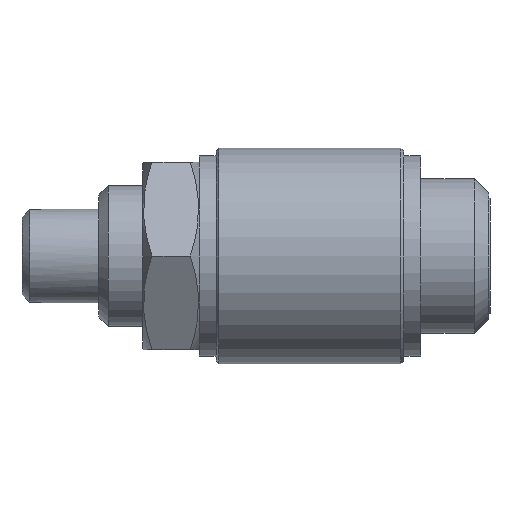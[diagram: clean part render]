
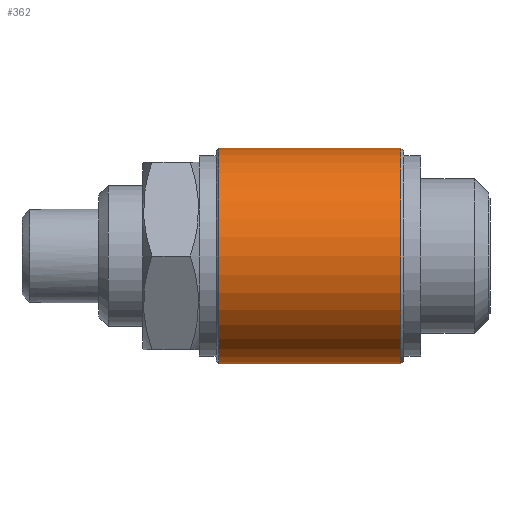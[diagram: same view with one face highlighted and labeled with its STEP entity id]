
A CAD part, left-side view. The second image highlights one B-rep face of the part: STEP entity #362.
In plain terms, the highlighted cylindrical face has radius 11.5 mm (diameter 23 mm), a partial arc.
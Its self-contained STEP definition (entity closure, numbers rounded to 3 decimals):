
#107 = VERTEX_POINT ( 'NONE', #860 ) ;
#113 = VERTEX_POINT ( 'NONE', #852 ) ;
#173 = VERTEX_POINT ( 'NONE', #875 ) ;
#178 = VERTEX_POINT ( 'NONE', #988 ) ;
#312 = EDGE_CURVE ( 'NONE', #113, #173, #1994, .T. ) ;
#315 = EDGE_CURVE ( 'NONE', #178, #107, #2023, .T. ) ;
#359 = ORIENTED_EDGE ( 'NONE', *, *, #360, .F. ) ;
#360 = EDGE_CURVE ( 'NONE', #173, #107, #2010, .T. ) ;
#362 = ADVANCED_FACE ( 'NONE', ( #2019 ), #2016, .T. ) ;
#363 = EDGE_LOOP ( 'NONE', ( #364, #365, #367, #359 ) ) ;
#364 = ORIENTED_EDGE ( 'NONE', *, *, #312, .F. ) ;
#365 = ORIENTED_EDGE ( 'NONE', *, *, #366, .T. ) ;
#366 = EDGE_CURVE ( 'NONE', #113, #178, #2102, .T. ) ;
#367 = ORIENTED_EDGE ( 'NONE', *, *, #315, .T. ) ;
#852 = CARTESIAN_POINT ( 'NONE',  ( 0., 29.2, 11.5 ) ) ;
#860 = CARTESIAN_POINT ( 'NONE',  ( 0., 9.8, -11.5 ) ) ;
#875 = CARTESIAN_POINT ( 'NONE',  ( 0., 9.8, 11.5 ) ) ;
#988 = CARTESIAN_POINT ( 'NONE',  ( 0., 29.2, -11.5 ) ) ;
#1994 = LINE ( 'NONE', #2029, #2065 ) ;
#2006 = DIRECTION ( 'NONE',  ( 0., 0., -1. ) ) ;
#2007 = DIRECTION ( 'NONE',  ( 0., -1., 0. ) ) ;
#2008 = CARTESIAN_POINT ( 'NONE',  ( 0., 9.8, 0. ) ) ;
#2009 = AXIS2_PLACEMENT_3D ( 'NONE', #2008, #2007, #2006 ) ;
#2010 = CIRCLE ( 'NONE', #2009, 11.5 ) ;
#2016 = CYLINDRICAL_SURFACE ( 'NONE', #2018, 11.5 ) ;
#2017 = CARTESIAN_POINT ( 'NONE',  ( 0., 9.619, 0. ) ) ;
#2018 = AXIS2_PLACEMENT_3D ( 'NONE', #2017, #2111, #2103 ) ;
#2019 = FACE_OUTER_BOUND ( 'NONE', #363, .T. ) ;
#2021 = VECTOR ( 'NONE', #2067, 1000. ) ;
#2022 = CARTESIAN_POINT ( 'NONE',  ( 0., 9.619, -11.5 ) ) ;
#2023 = LINE ( 'NONE', #2022, #2021 ) ;
#2029 = CARTESIAN_POINT ( 'NONE',  ( 0., 9.619, 11.5 ) ) ;
#2064 = DIRECTION ( 'NONE',  ( 0., -1., 0. ) ) ;
#2065 = VECTOR ( 'NONE', #2064, 1000. ) ;
#2067 = DIRECTION ( 'NONE',  ( 0., -1., 0. ) ) ;
#2098 = DIRECTION ( 'NONE',  ( 0., 0., -1. ) ) ;
#2099 = DIRECTION ( 'NONE',  ( 0., -1., 0. ) ) ;
#2100 = CARTESIAN_POINT ( 'NONE',  ( 0., 29.2, 0. ) ) ;
#2101 = AXIS2_PLACEMENT_3D ( 'NONE', #2100, #2099, #2098 ) ;
#2102 = CIRCLE ( 'NONE', #2101, 11.5 ) ;
#2103 = DIRECTION ( 'NONE',  ( 0., 0., -1. ) ) ;
#2111 = DIRECTION ( 'NONE',  ( 0., -1., 0. ) ) ;
